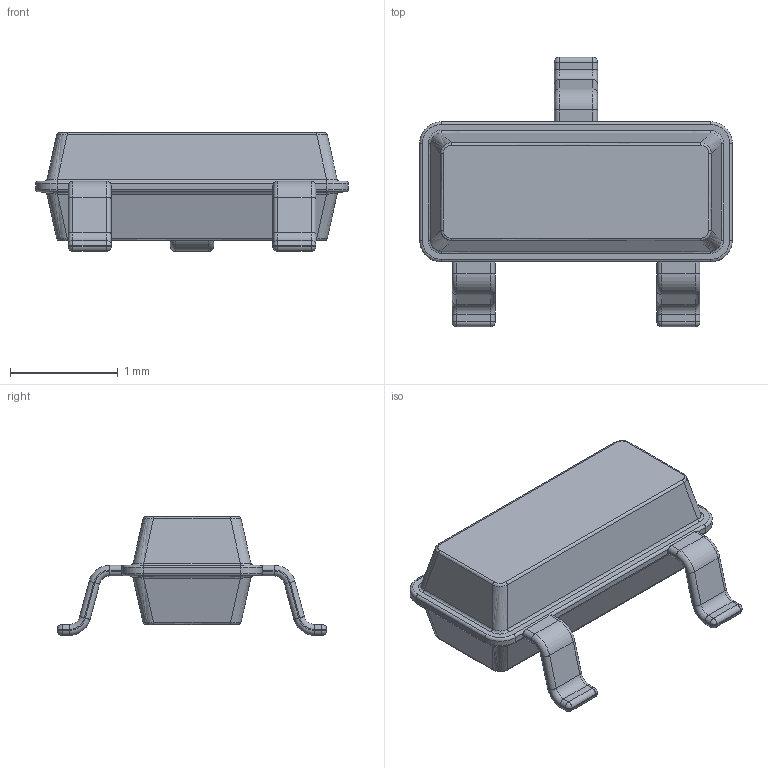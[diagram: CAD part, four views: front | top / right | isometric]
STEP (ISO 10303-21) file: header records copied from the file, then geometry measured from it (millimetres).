
FILE_DESCRIPTION(('FreeCAD Model'),'2;1');
FILE_NAME('Open CASCADE Shape Model','2023-08-13T12:22:25',(''),(''), 'Open CASCADE STEP processor 7.6','FreeCAD','Unknown');
FILE_SCHEMA(('AUTOMOTIVE_DESIGN { 1 0 10303 214 1 1 1 1 }'));
Length unit declared in the file: millimetre
Products named in the file (6): SOT_23; Case; Terminals_Front; Terminal_Front; Terminals_Rear; Terminal_Rear
Assembly tree (6 placements, depth 3):
  SOT_23
    Case
    Terminals_Front
      Terminal_Front
    Terminals_Rear
      Terminal_Rear  x2
Bounding box: 2.9 x 2.5 x 1.1 mm (x, y, z)
Volume: 2.8 mm3; surface area: 15.8 mm2
Topology: 4 solids, 4 shells, 202 faces, 456 edges, 252 vertices
Faces by surface type: cylinder 72, bspline 48, plane 38, torus 32, sphere 12
Entity records: 13385 total; most frequent: CARTESIAN_POINT 6623, DIRECTION 1178, ORIENTED_EDGE 704, PCURVE 704, DEFINITIONAL_REPRESENTATION 704, LINE 672, VECTOR 672, EDGE_CURVE 352
